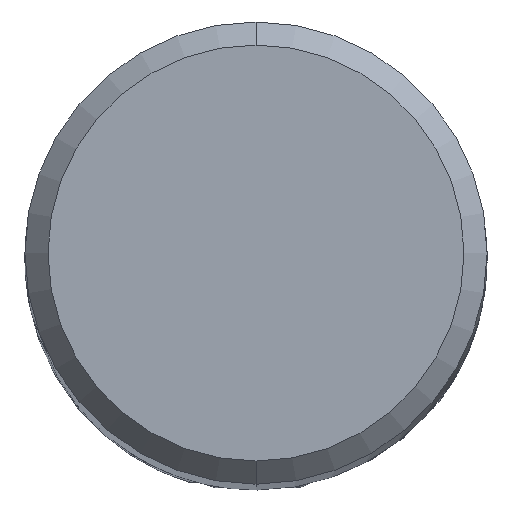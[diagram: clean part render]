
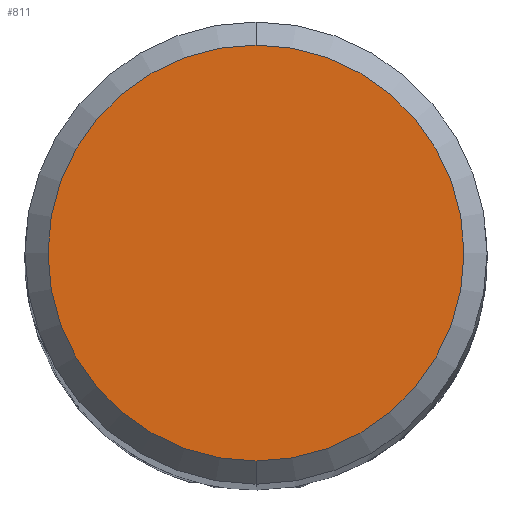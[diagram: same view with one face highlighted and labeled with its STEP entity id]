
A CAD part, top view. The second image highlights one B-rep face of the part: STEP entity #811.
In plain terms, the highlighted planar face has unit normal (0, 0, 1).
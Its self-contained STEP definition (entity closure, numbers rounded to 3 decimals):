
#383=EDGE_CURVE('',#469,#491,#941,.T.);
#469=VERTEX_POINT('',#1037);
#473=EDGE_CURVE('',#491,#469,#1041,.T.);
#491=VERTEX_POINT('',#1060);
#811=ADVANCED_FACE('',(#1412),#1413,.T.);
#941=CIRCLE('',#1753,3.6);
#1037=CARTESIAN_POINT('',(0.0,3.6,0.0));
#1041=CIRCLE('',#2408,3.6);
#1060=CARTESIAN_POINT('',(0.,-3.6,0.0));
#1412=FACE_OUTER_BOUND('',#3424,.T.);
#1413=PLANE('',#3425);
#1753=AXIS2_PLACEMENT_3D('',#3894,#3895,#3896);
#2408=AXIS2_PLACEMENT_3D('',#4024,#4025,#4026);
#3424=EDGE_LOOP('',(#4470,#4471));
#3425=AXIS2_PLACEMENT_3D('',#4472,#4473,#4474);
#3894=CARTESIAN_POINT('',(0.0,0.0,0.0));
#3895=DIRECTION('',(0.0,0.0,-1.0));
#3896=DIRECTION('',(0.0,1.0,0.0));
#4024=CARTESIAN_POINT('',(0.0,0.0,0.0));
#4025=DIRECTION('',(0.0,0.0,-1.0));
#4026=DIRECTION('',(0.0,1.0,0.0));
#4470=ORIENTED_EDGE('',*,*,#383,.F.);
#4471=ORIENTED_EDGE('',*,*,#473,.F.);
#4472=CARTESIAN_POINT('',(0.0,1.8,0.0));
#4473=DIRECTION('',(-0.0,0.0,1.0));
#4474=DIRECTION('',(0.0,-1.0,0.0));
